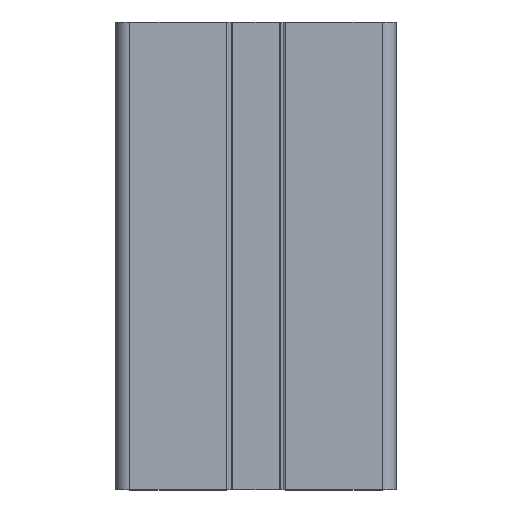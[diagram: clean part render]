
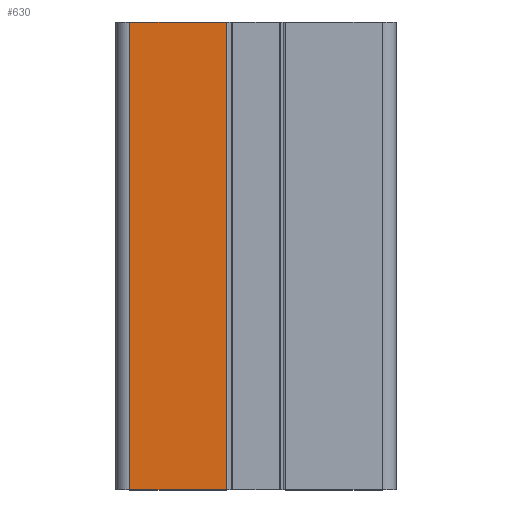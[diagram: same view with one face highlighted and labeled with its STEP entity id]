
A CAD part, top view. The second image highlights one B-rep face of the part: STEP entity #630.
In plain terms, the highlighted planar face has unit normal (0, 0, 1).
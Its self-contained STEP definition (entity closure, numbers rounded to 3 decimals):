
#630 = ADVANCED_FACE( '', ( #1319 ), #1320, .T. );
#1319 = FACE_OUTER_BOUND( '', #2046, .T. );
#1320 = PLANE( '', #2047 );
#2046 = EDGE_LOOP( '', ( #4135, #4136, #4137, #4138 ) );
#2047 = AXIS2_PLACEMENT_3D( '', #4139, #4140, #4141 );
#4135 = ORIENTED_EDGE( '', *, *, #4754, .F. );
#4136 = ORIENTED_EDGE( '', *, *, #5390, .F. );
#4137 = ORIENTED_EDGE( '', *, *, #5104, .T. );
#4138 = ORIENTED_EDGE( '', *, *, #5344, .T. );
#4139 = CARTESIAN_POINT( '', ( -27., 100., 30. ) );
#4140 = DIRECTION( '', ( 0., 0., 1. ) );
#4141 = DIRECTION( '', ( 1., 0., 0. ) );
#4754 = EDGE_CURVE( '', #5874, #5875, #5876, .T. );
#5104 = EDGE_CURVE( '', #6435, #6436, #6437, .T. );
#5344 = EDGE_CURVE( '', #6436, #5875, #6738, .T. );
#5390 = EDGE_CURVE( '', #6435, #5874, #6784, .T. );
#5874 = VERTEX_POINT( '', #7391 );
#5875 = VERTEX_POINT( '', #7392 );
#5876 = LINE( '', #7393, #7394 );
#6435 = VERTEX_POINT( '', #8144 );
#6436 = VERTEX_POINT( '', #8145 );
#6437 = LINE( '', #8146, #8147 );
#6738 = LINE( '', #8569, #8570 );
#6784 = LINE( '', #8631, #8632 );
#7391 = CARTESIAN_POINT( '', ( -6.3, 0., 30. ) );
#7392 = CARTESIAN_POINT( '', ( -27., 0., 30. ) );
#7393 = CARTESIAN_POINT( '', ( -27., 0., 30. ) );
#7394 = VECTOR( '', #9066, 1000. );
#8144 = CARTESIAN_POINT( '', ( -6.3, 100., 30. ) );
#8145 = CARTESIAN_POINT( '', ( -27., 100., 30. ) );
#8146 = CARTESIAN_POINT( '', ( -27., 100., 30. ) );
#8147 = VECTOR( '', #9588, 1000. );
#8569 = CARTESIAN_POINT( '', ( -27., 100., 30. ) );
#8570 = VECTOR( '', #9833, 1000. );
#8631 = CARTESIAN_POINT( '', ( -6.3, 100., 30. ) );
#8632 = VECTOR( '', #9849, 1000. );
#9066 = DIRECTION( '', ( -1., 0., 0. ) );
#9588 = DIRECTION( '', ( -1., 0., 0. ) );
#9833 = DIRECTION( '', ( 0., -1., 0. ) );
#9849 = DIRECTION( '', ( 0., -1., 0. ) );
